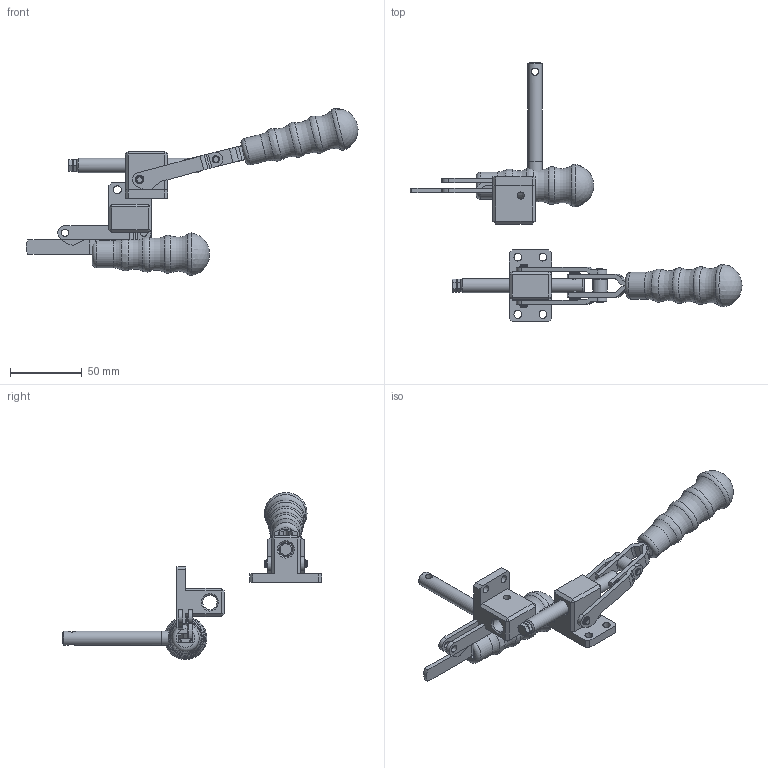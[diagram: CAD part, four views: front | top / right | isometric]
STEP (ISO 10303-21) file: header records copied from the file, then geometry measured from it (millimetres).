
FILE_DESCRIPTION( ( 'Unknown' ), '1' );
FILE_NAME( '381_UPINKA.stp', 'Unknown', ( 'Unknown' ), ( 'Unknown' ), 'PSStep 14.0', 'Unknown', ' ' );
FILE_SCHEMA( ( 'AUTOMOTIVE_DESIGN { 1 0 10303 214 1 1 1 1 }' ) );
Length unit declared in the file: millimetre
Products named in the file (15): Assem1; 381001_TELO; 381005_PIST; 381002_UPINACI PAKA L; 381003_UPINACI PAKA P; 381004_OVLADACI PAKA; 381004_OVLADACI PAKA-oa0; 381006_CEP; 381007_CEP; 940002_RUKOJET 10x6; 720818_NYT 6x18; 800003_MATICE M5_DIN4398; 800055_SROUB M5X35-CSN ISO 4017; 800020_POJISTNY KROUZEK-4; 800020_POJISTNY KROUZEK-4-oa1
Bounding box: 231.85 x 181 x 116.61 mm (x, y, z)
Volume: 134876.9 mm3; surface area: 61782.7 mm2
Topology: 28 solids, 28 shells, 660 faces, 1488 edges, 904 vertices
Faces by surface type: plane 224, cylinder 190, cone 164, torus 78, bspline 2, sphere 2
Full cylindrical faces by diameter (mm): 4 x4, 4.134 x6, 4.917 x4, 5 x88, 5.5 x8, 6 x2, 6.88 x2, 8 x4, 10 x6, 18.996 x2
Entity records: 10909 total; most frequent: CARTESIAN_POINT 1487, DIRECTION 1468, ORIENTED_EDGE 1056, AXIS2_PLACEMENT_3D 622, EDGE_LOOP 556, EDGE_CURVE 528, FACE_OUTER_BOUND 433, VERTEX_POINT 421
